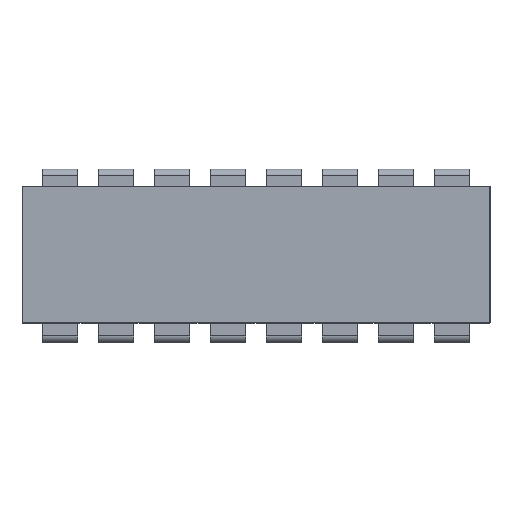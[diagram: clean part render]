
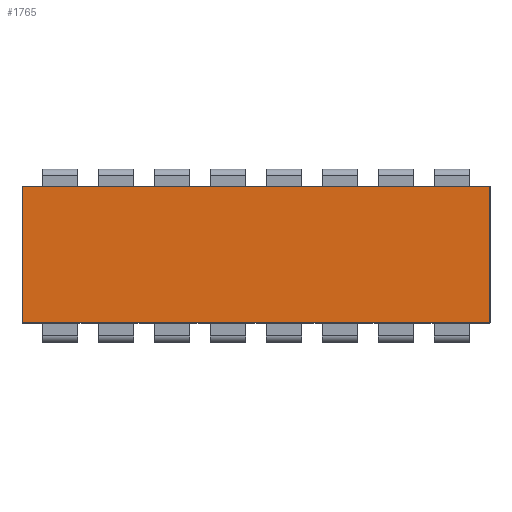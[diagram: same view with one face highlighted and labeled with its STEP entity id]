
A CAD part, top view. The second image highlights one B-rep face of the part: STEP entity #1765.
In plain terms, the highlighted planar face has unit normal (0, 0, 1).
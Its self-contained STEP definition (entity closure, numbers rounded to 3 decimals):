
#1765 = ADVANCED_FACE( '', ( #3434 ), #3435, .T. );
#3434 = FACE_OUTER_BOUND( '', #5096, .T. );
#3435 = PLANE( '', #5097 );
#5096 = EDGE_LOOP( '', ( #9740, #9741, #9742, #9743 ) );
#5097 = AXIS2_PLACEMENT_3D( '', #9744, #9745, #9746 );
#9740 = ORIENTED_EDGE( '', *, *, #11547, .T. );
#9741 = ORIENTED_EDGE( '', *, *, #11233, .T. );
#9742 = ORIENTED_EDGE( '', *, *, #11216, .T. );
#9743 = ORIENTED_EDGE( '', *, *, #10864, .T. );
#9744 = CARTESIAN_POINT( '', ( 0., 0., 0. ) );
#9745 = DIRECTION( '', ( 0., 0., 1. ) );
#9746 = DIRECTION( '', ( 1., 0., 0. ) );
#10864 = EDGE_CURVE( '', #12978, #12979, #12980, .T. );
#11216 = EDGE_CURVE( '', #13568, #12978, #13569, .T. );
#11233 = EDGE_CURVE( '', #13597, #13568, #13598, .T. );
#11547 = EDGE_CURVE( '', #12979, #13597, #14091, .T. );
#12978 = VERTEX_POINT( '', #16060 );
#12979 = VERTEX_POINT( '', #16061 );
#12980 = LINE( '', #16062, #16063 );
#13568 = VERTEX_POINT( '', #17131 );
#13569 = LINE( '', #17132, #17133 );
#13597 = VERTEX_POINT( '', #17172 );
#13598 = LINE( '', #17173, #17174 );
#14091 = LINE( '', #18043, #18044 );
#16060 = CARTESIAN_POINT( '', ( 10.63, 3.1, 0. ) );
#16061 = CARTESIAN_POINT( '', ( -10.63, 3.1, 0. ) );
#16062 = CARTESIAN_POINT( '', ( 10.63, 3.1, 0. ) );
#16063 = VECTOR( '', #20511, 1000. );
#17131 = CARTESIAN_POINT( '', ( 10.63, -3.1, 0. ) );
#17132 = CARTESIAN_POINT( '', ( 10.63, -3.1, 0. ) );
#17133 = VECTOR( '', #20817, 1000. );
#17172 = CARTESIAN_POINT( '', ( -10.63, -3.1, 0. ) );
#17173 = CARTESIAN_POINT( '', ( -10.63, -3.1, 0. ) );
#17174 = VECTOR( '', #20835, 1000. );
#18043 = CARTESIAN_POINT( '', ( -10.63, 3.1, 0. ) );
#18044 = VECTOR( '', #21095, 1000. );
#20511 = DIRECTION( '', ( -1., 0., 0. ) );
#20817 = DIRECTION( '', ( 0., 1., 0. ) );
#20835 = DIRECTION( '', ( 1., 0., 0. ) );
#21095 = DIRECTION( '', ( 0., -1., 0. ) );
